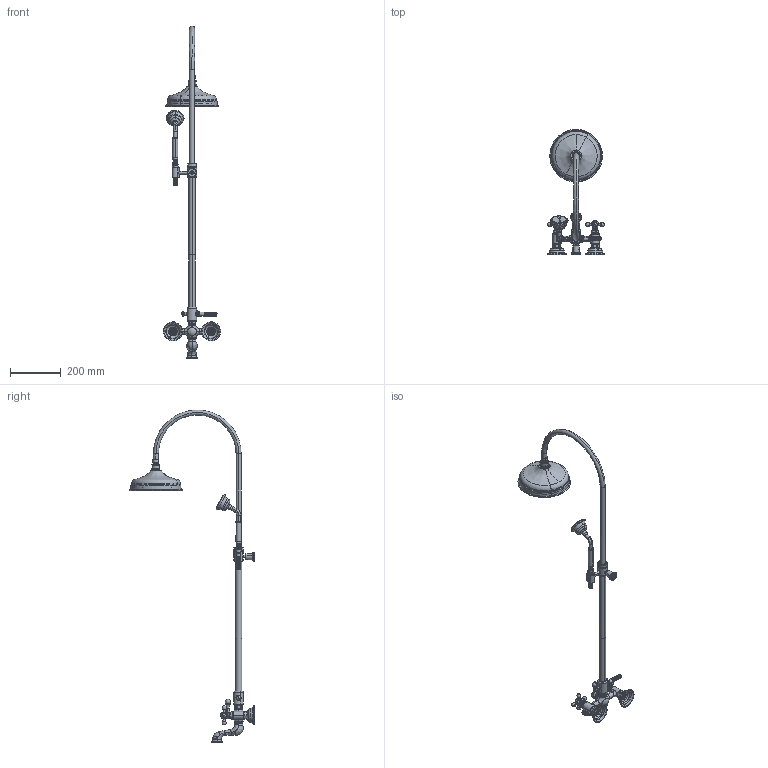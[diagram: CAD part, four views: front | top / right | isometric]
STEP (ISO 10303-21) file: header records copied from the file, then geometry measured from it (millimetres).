
FILE_DESCRIPTION(('CATIA V5 STEP Exchange','CAx-IF Rec.Pracs.--- Model Styling and Organization---1.5--- 2016-08-15','CAx-IF Rec.Pracs.---Supplemental Geometry---1.0---2011-11-01','CAx-IF Rec.Pracs.--- Composite Materials ---3.4---2017-06-13','CAx-IF Rec.Pracs.---Tessellated 3D Geometry---1.0---2015-12-17'),'2;1');
FILE_NAME('AC004151.stp','2023-02-08T07:46:17+00:00',('none'),('none'),'CATIA Version 5-6 Release 2020 SP2','CATIA V5 STEP AP242 v2','none');
FILE_SCHEMA(('AP242_MANAGED_MODEL_BASED_3D_ENGINEERING_MIM_LF {1 0 10303 442 1 1 4}'));
Products named in the file (1): AC50415_AllCATPart
Bounding box: 225 x 490.47 x 1304.56 mm (x, y, z)
Volume: 1768938 mm3; surface area: 556162.2 mm2
Topology: 54 solids, 147 shells, 2549 faces, 6757 edges, 4441 vertices
Faces by surface type: plane 877, cylinder 698, cone 389, torus 288, bspline 228, revolution 38, sphere 31
Entity records: 122567 total; most frequent: CARTESIAN_POINT 65587, ORIENTED_EDGE 12956, DIRECTION 7521, EDGE_CURVE 6699, VERTEX_POINT 4441, AXIS2_PLACEMENT_3D 3921, EDGE_LOOP 2757, ADVANCED_FACE 2549
